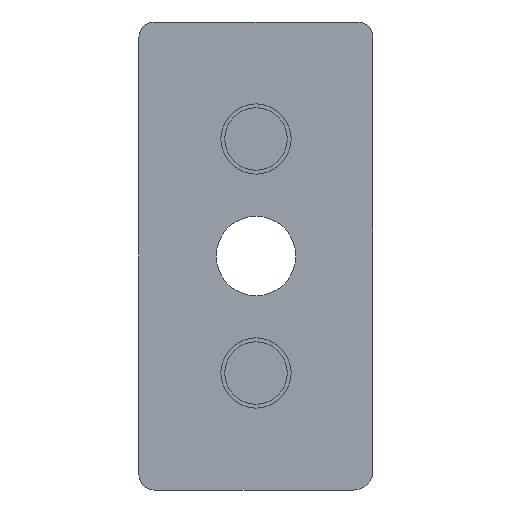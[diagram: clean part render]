
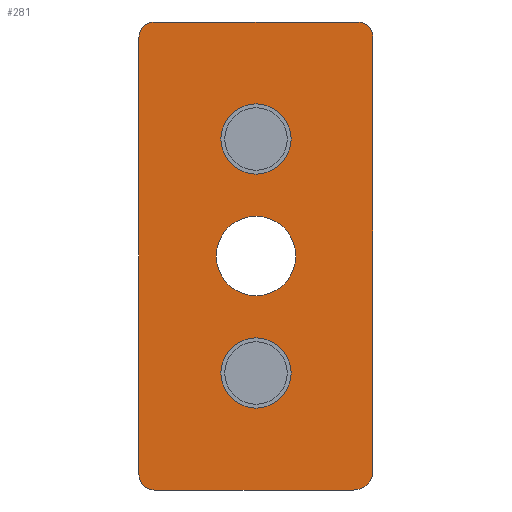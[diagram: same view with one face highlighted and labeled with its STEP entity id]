
A CAD part, front view. The second image highlights one B-rep face of the part: STEP entity #281.
In plain terms, the highlighted planar face has unit normal (0, -1, 0).
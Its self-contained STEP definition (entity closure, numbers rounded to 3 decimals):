
#6 = DIRECTION ( 'NONE',  ( 0., 1., 0. ) ) ;
#16 = DIRECTION ( 'NONE',  ( 0., 0., -1. ) ) ;
#18 = EDGE_CURVE ( 'NONE', #129, #494, #1165, .T. ) ;
#24 = LINE ( 'NONE', #853, #180 ) ;
#38 = DIRECTION ( 'NONE',  ( 0., 1., 0. ) ) ;
#43 = FACE_OUTER_BOUND ( 'NONE', #668, .T. ) ;
#44 = CARTESIAN_POINT ( 'NONE',  ( 0., 0., 30. ) ) ;
#49 = VERTEX_POINT ( 'NONE', #521 ) ;
#51 = EDGE_CURVE ( 'NONE', #1338, #258, #24, .T. ) ;
#57 = DIRECTION ( 'NONE',  ( 1., 0., 0. ) ) ;
#70 = CARTESIAN_POINT ( 'NONE',  ( -15., 0., -28. ) ) ;
#71 = DIRECTION ( 'NONE',  ( 0., 0., 1. ) ) ;
#82 = AXIS2_PLACEMENT_3D ( 'NONE', #1363, #38, #57 ) ;
#89 = AXIS2_PLACEMENT_3D ( 'NONE', #737, #958, #726 ) ;
#98 = DIRECTION ( 'NONE',  ( 0., -1., 0. ) ) ;
#129 = VERTEX_POINT ( 'NONE', #1211 ) ;
#131 = ORIENTED_EDGE ( 'NONE', *, *, #462, .F. ) ;
#136 = CARTESIAN_POINT ( 'NONE',  ( 13., 0., 28. ) ) ;
#140 = DIRECTION ( 'NONE',  ( -1., 0., 0. ) ) ;
#147 = DIRECTION ( 'NONE',  ( 0., -1., 0. ) ) ;
#151 = CARTESIAN_POINT ( 'NONE',  ( 15., 0., 0. ) ) ;
#166 = EDGE_CURVE ( 'NONE', #637, #294, #914, .T. ) ;
#167 = AXIS2_PLACEMENT_3D ( 'NONE', #891, #884, #449 ) ;
#170 = CARTESIAN_POINT ( 'NONE',  ( 0., 0., -10.5 ) ) ;
#180 = VECTOR ( 'NONE', #306, 1000. ) ;
#185 = VERTEX_POINT ( 'NONE', #235 ) ;
#226 = ORIENTED_EDGE ( 'NONE', *, *, #1158, .F. ) ;
#235 = CARTESIAN_POINT ( 'NONE',  ( 0., 0., -5.1 ) ) ;
#241 = CIRCLE ( 'NONE', #942, 2. ) ;
#258 = VERTEX_POINT ( 'NONE', #782 ) ;
#262 = DIRECTION ( 'NONE',  ( 1., 0., 0. ) ) ;
#275 = VERTEX_POINT ( 'NONE', #170 ) ;
#279 = EDGE_LOOP ( 'NONE', ( #520, #814 ) ) ;
#281 = ADVANCED_FACE ( 'NONE', ( #930, #453, #632, #43 ), #815, .F. ) ;
#288 = CIRCLE ( 'NONE', #915, 4.5 ) ;
#294 = VERTEX_POINT ( 'NONE', #818 ) ;
#299 = VECTOR ( 'NONE', #262, 1000. ) ;
#306 = DIRECTION ( 'NONE',  ( -1., 0., 0. ) ) ;
#322 = CARTESIAN_POINT ( 'NONE',  ( 12.5, 0., -30. ) ) ;
#342 = ORIENTED_EDGE ( 'NONE', *, *, #1383, .F. ) ;
#343 = CARTESIAN_POINT ( 'NONE',  ( 15., 0., 28. ) ) ;
#351 = LINE ( 'NONE', #44, #299 ) ;
#366 = CIRCLE ( 'NONE', #724, 2.5 ) ;
#369 = VERTEX_POINT ( 'NONE', #446 ) ;
#408 = EDGE_CURVE ( 'NONE', #423, #1381, #241, .T. ) ;
#410 = DIRECTION ( 'NONE',  ( 0., 0., -1. ) ) ;
#423 = VERTEX_POINT ( 'NONE', #762 ) ;
#444 = CARTESIAN_POINT ( 'NONE',  ( -15., 0., 0. ) ) ;
#446 = CARTESIAN_POINT ( 'NONE',  ( -13., 0., 30. ) ) ;
#448 = CARTESIAN_POINT ( 'NONE',  ( -13., 0., -28. ) ) ;
#449 = DIRECTION ( 'NONE',  ( 0., 0., -1. ) ) ;
#453 = FACE_BOUND ( 'NONE', #279, .T. ) ;
#462 = EDGE_CURVE ( 'NONE', #1381, #1362, #1100, .T. ) ;
#479 = DIRECTION ( 'NONE',  ( 0., -1., 0. ) ) ;
#482 = EDGE_CURVE ( 'NONE', #1366, #185, #1135, .T. ) ;
#494 = VERTEX_POINT ( 'NONE', #1339 ) ;
#506 = EDGE_CURVE ( 'NONE', #275, #49, #1061, .T. ) ;
#520 = ORIENTED_EDGE ( 'NONE', *, *, #570, .F. ) ;
#521 = CARTESIAN_POINT ( 'NONE',  ( 0., 0., -19.5 ) ) ;
#546 = CARTESIAN_POINT ( 'NONE',  ( 0., 0., 0. ) ) ;
#570 = EDGE_CURVE ( 'NONE', #49, #275, #1329, .T. ) ;
#600 = DIRECTION ( 'NONE',  ( 0., 1., 0. ) ) ;
#630 = VECTOR ( 'NONE', #898, 1000. ) ;
#632 = FACE_BOUND ( 'NONE', #777, .T. ) ;
#637 = VERTEX_POINT ( 'NONE', #70 ) ;
#642 = CARTESIAN_POINT ( 'NONE',  ( 0., 0., 5.1 ) ) ;
#643 = AXIS2_PLACEMENT_3D ( 'NONE', #546, #662, #16 ) ;
#662 = DIRECTION ( 'NONE',  ( 0., -1., 0. ) ) ;
#666 = CARTESIAN_POINT ( 'NONE',  ( 0., 0., -15. ) ) ;
#668 = EDGE_LOOP ( 'NONE', ( #1247, #342, #832, #1364, #131, #1166, #1038, #226 ) ) ;
#673 = DIRECTION ( 'NONE',  ( 0., 1., 0. ) ) ;
#714 = AXIS2_PLACEMENT_3D ( 'NONE', #1233, #479, #913 ) ;
#724 = AXIS2_PLACEMENT_3D ( 'NONE', #1031, #1130, #907 ) ;
#726 = DIRECTION ( 'NONE',  ( 0., 0., -1. ) ) ;
#737 = CARTESIAN_POINT ( 'NONE',  ( 0., 0., 15. ) ) ;
#761 = AXIS2_PLACEMENT_3D ( 'NONE', #666, #147, #1029 ) ;
#762 = CARTESIAN_POINT ( 'NONE',  ( 13., 0., 30. ) ) ;
#763 = DIRECTION ( 'NONE',  ( 0., 0., 1. ) ) ;
#777 = EDGE_LOOP ( 'NONE', ( #896, #1418 ) ) ;
#779 = ORIENTED_EDGE ( 'NONE', *, *, #18, .F. ) ;
#782 = CARTESIAN_POINT ( 'NONE',  ( -13., 0., -30. ) ) ;
#814 = ORIENTED_EDGE ( 'NONE', *, *, #506, .F. ) ;
#815 = PLANE ( 'NONE',  #1312 ) ;
#818 = CARTESIAN_POINT ( 'NONE',  ( -15., 0., 28. ) ) ;
#820 = EDGE_CURVE ( 'NONE', #494, #129, #288, .T. ) ;
#832 = ORIENTED_EDGE ( 'NONE', *, *, #51, .F. ) ;
#838 = CIRCLE ( 'NONE', #82, 2. ) ;
#853 = CARTESIAN_POINT ( 'NONE',  ( 0., 0., -30. ) ) ;
#863 = CARTESIAN_POINT ( 'NONE',  ( 15., 0., -27.5 ) ) ;
#884 = DIRECTION ( 'NONE',  ( 0., -1., 0. ) ) ;
#891 = CARTESIAN_POINT ( 'NONE',  ( 0., 0., 0. ) ) ;
#896 = ORIENTED_EDGE ( 'NONE', *, *, #1019, .F. ) ;
#898 = DIRECTION ( 'NONE',  ( 0., 0., -1. ) ) ;
#907 = DIRECTION ( 'NONE',  ( -1., 0., 0. ) ) ;
#913 = DIRECTION ( 'NONE',  ( 0., 0., -1. ) ) ;
#914 = LINE ( 'NONE', #444, #1180 ) ;
#915 = AXIS2_PLACEMENT_3D ( 'NONE', #1056, #98, #410 ) ;
#930 = FACE_BOUND ( 'NONE', #1169, .T. ) ;
#942 = AXIS2_PLACEMENT_3D ( 'NONE', #136, #673, #140 ) ;
#943 = CIRCLE ( 'NONE', #945, 2. ) ;
#945 = AXIS2_PLACEMENT_3D ( 'NONE', #448, #6, #1213 ) ;
#958 = DIRECTION ( 'NONE',  ( 0., -1., 0. ) ) ;
#1019 = EDGE_CURVE ( 'NONE', #185, #1366, #1221, .T. ) ;
#1029 = DIRECTION ( 'NONE',  ( 0., 0., -1. ) ) ;
#1031 = CARTESIAN_POINT ( 'NONE',  ( 12.5, 0., -27.5 ) ) ;
#1038 = ORIENTED_EDGE ( 'NONE', *, *, #1185, .F. ) ;
#1056 = CARTESIAN_POINT ( 'NONE',  ( 0., 0., 15. ) ) ;
#1061 = CIRCLE ( 'NONE', #761, 4.5 ) ;
#1100 = LINE ( 'NONE', #151, #630 ) ;
#1130 = DIRECTION ( 'NONE',  ( 0., 1., 0. ) ) ;
#1135 = CIRCLE ( 'NONE', #643, 5.1 ) ;
#1158 = EDGE_CURVE ( 'NONE', #294, #369, #838, .T. ) ;
#1165 = CIRCLE ( 'NONE', #89, 4.5 ) ;
#1166 = ORIENTED_EDGE ( 'NONE', *, *, #408, .F. ) ;
#1169 = EDGE_LOOP ( 'NONE', ( #779, #1228 ) ) ;
#1180 = VECTOR ( 'NONE', #763, 1000. ) ;
#1185 = EDGE_CURVE ( 'NONE', #369, #423, #351, .T. ) ;
#1211 = CARTESIAN_POINT ( 'NONE',  ( 0., 0., 10.5 ) ) ;
#1212 = EDGE_CURVE ( 'NONE', #1362, #1338, #366, .T. ) ;
#1213 = DIRECTION ( 'NONE',  ( 1., 0., 0. ) ) ;
#1221 = CIRCLE ( 'NONE', #167, 5.1 ) ;
#1228 = ORIENTED_EDGE ( 'NONE', *, *, #820, .F. ) ;
#1233 = CARTESIAN_POINT ( 'NONE',  ( 0., 0., -15. ) ) ;
#1247 = ORIENTED_EDGE ( 'NONE', *, *, #166, .F. ) ;
#1312 = AXIS2_PLACEMENT_3D ( 'NONE', #1374, #600, #71 ) ;
#1329 = CIRCLE ( 'NONE', #714, 4.5 ) ;
#1338 = VERTEX_POINT ( 'NONE', #322 ) ;
#1339 = CARTESIAN_POINT ( 'NONE',  ( 0., 0., 19.5 ) ) ;
#1362 = VERTEX_POINT ( 'NONE', #863 ) ;
#1363 = CARTESIAN_POINT ( 'NONE',  ( -13., 0., 28. ) ) ;
#1364 = ORIENTED_EDGE ( 'NONE', *, *, #1212, .F. ) ;
#1366 = VERTEX_POINT ( 'NONE', #642 ) ;
#1374 = CARTESIAN_POINT ( 'NONE',  ( 0., 0., 0. ) ) ;
#1381 = VERTEX_POINT ( 'NONE', #343 ) ;
#1383 = EDGE_CURVE ( 'NONE', #258, #637, #943, .T. ) ;
#1418 = ORIENTED_EDGE ( 'NONE', *, *, #482, .F. ) ;
